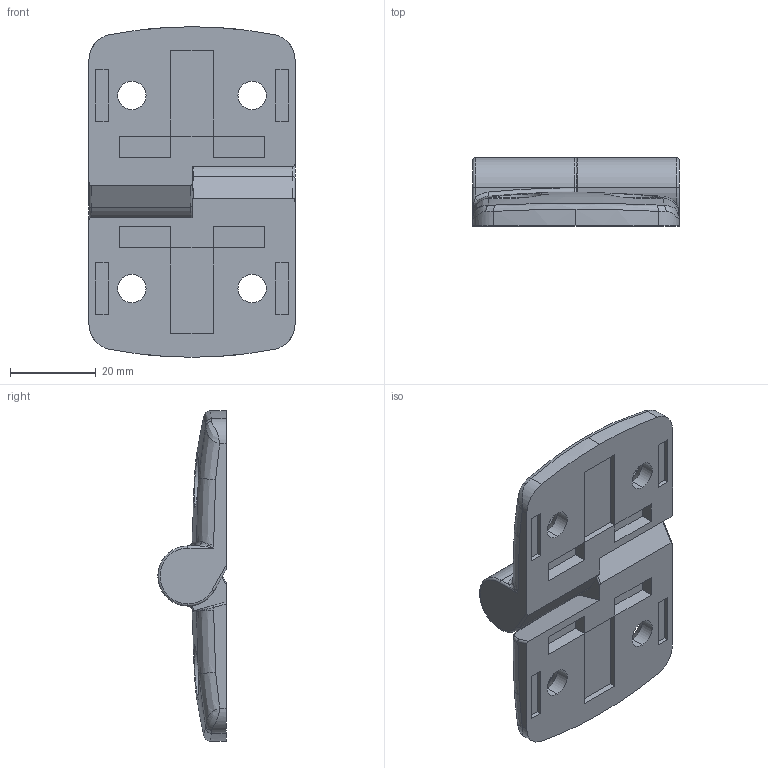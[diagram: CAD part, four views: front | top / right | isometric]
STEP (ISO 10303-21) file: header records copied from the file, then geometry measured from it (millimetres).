
FILE_DESCRIPTION (( 'STEP AP214' ), '1' );
FILE_NAME ('095k4040r00.STEP', '2014-08-13T11:55:30', ( '' ), ( '' ), 'SwSTEP 2.0', 'SolidWorks 2014', '' );
FILE_SCHEMA (( 'AUTOMOTIVE_DESIGN' ));
Length unit declared in the file: millimetre
Products named in the file (3): 095k4040r00; 095k40r00_095 k 40 r00; achse_6-44
Assembly tree (3 placements, depth 2):
  095k4040r00
    095k40r00_095 k 40 r00  x2
    achse_6-44
Bounding box: 48 x 15.9 x 77 mm (x, y, z)
Volume: 24678.2 mm3; surface area: 12458.9 mm2
Topology: 3 solids, 3 shells, 172 faces, 426 edges, 262 vertices
Faces by surface type: plane 70, cylinder 42, bspline 36, cone 12, torus 12
Entity records: 3733 total; most frequent: CARTESIAN_POINT 1648, ORIENTED_EDGE 434, DIRECTION 365, EDGE_CURVE 217, VERTEX_POINT 135, AXIS2_PLACEMENT_3D 131, LINE 103, VECTOR 103
